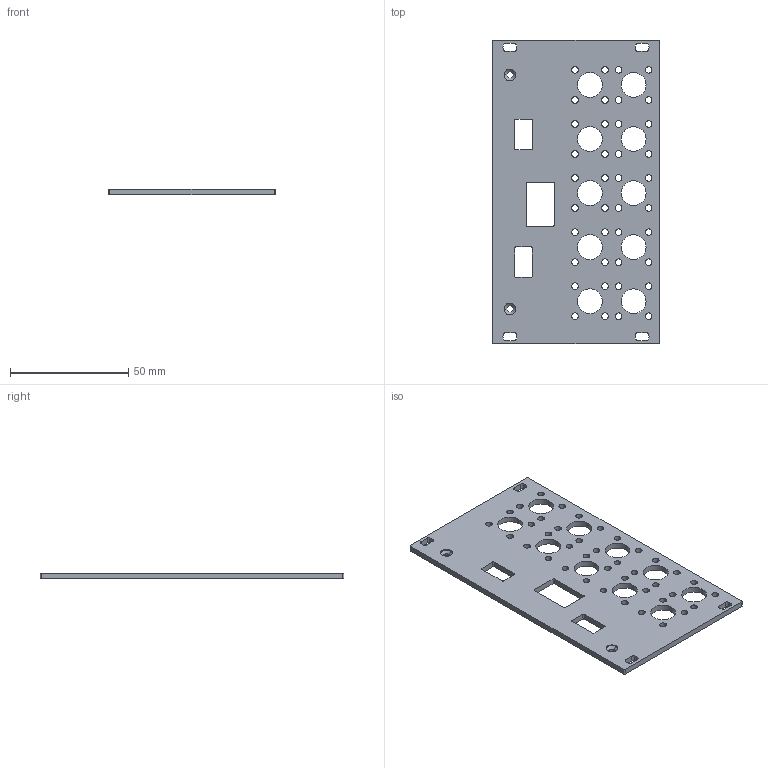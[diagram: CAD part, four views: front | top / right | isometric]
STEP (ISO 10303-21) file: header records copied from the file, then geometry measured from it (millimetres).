
FILE_DESCRIPTION(('Open CASCADE Model'),'2;1');
FILE_NAME('Open CASCADE Shape Model','2019-10-29T11:35:47',('Author'),( 'Open CASCADE'),'Open CASCADE STEP processor 7.2','Open CASCADE 7.2' ,'Unknown');
FILE_SCHEMA(('AUTOMOTIVE_DESIGN { 1 0 10303 214 1 1 1 1 }'));
Length unit declared in the file: millimetre
Products named in the file (1): Open CASCADE STEP translator 7.2 1
Bounding box: 70.78 x 128.4 x 2.5 mm (x, y, z)
Volume: 18671 mm3; surface area: 18206.6 mm2
Topology: 1 solids, 1 shells, 180 faces, 524 edges, 348 vertices
Faces by surface type: cylinder 148, plane 28, cone 4
Entity records: 13214 total; most frequent: DIRECTION 2210, CARTESIAN_POINT 2205, ORIENTED_EDGE 1048, PCURVE 1048, DEFINITIONAL_REPRESENTATION 1048, LINE 968, VECTOR 968, CIRCLE 580
